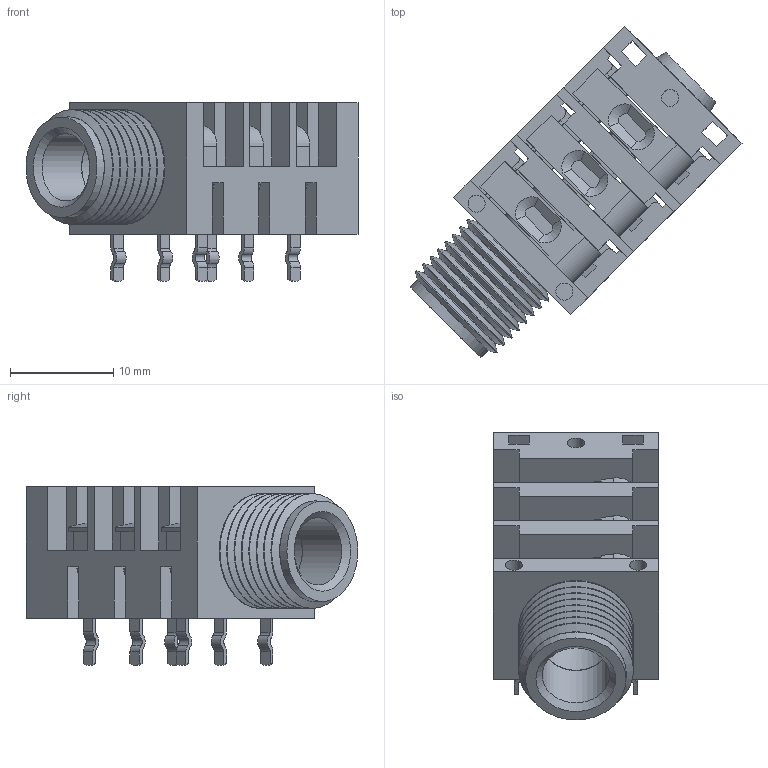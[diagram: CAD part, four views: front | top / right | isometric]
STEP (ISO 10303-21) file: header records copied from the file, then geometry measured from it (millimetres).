
FILE_DESCRIPTION(/* description */ (''),/* implementation_level */ '2;1');
FILE_NAME(/* name */ 'J4.step',/* time_stamp */ '2022-02-02T20:50:23-05:00',/* author */ (''),/* organization */ (''),/* preprocessor_version */ 'ST-DEVELOPER v18.1',/* originating_system */ 'Autodesk Translation Framework v10.9.0.1377',/* authorisation */ '');
FILE_SCHEMA (('AUTOMOTIVE_DESIGN { 1 0 10303 214 3 1 1 }'));
Length unit declared in the file: millimetre
Products named in the file (10): J4; eli; ACJS-MHDR_MODEL_2; ACJS-MHDR_MODEL_3; ACJS-MHDR_MODEL_4; ACJS-MHDR_MODEL_5; ACJS-MHDR_MODEL_6; ACJS-MHDR_MODEL_7; ACJS-MHDR_MODEL_8; ACJS-MHDR_MODEL_9
Assembly tree (9 placements, depth 3):
  J4
    eli
      ACJS-MHDR_MODEL_2
      ACJS-MHDR_MODEL_3
      ACJS-MHDR_MODEL_4
      ACJS-MHDR_MODEL_5
      ACJS-MHDR_MODEL_6
      ACJS-MHDR_MODEL_7
      ACJS-MHDR_MODEL_8
      ACJS-MHDR_MODEL_9
Bounding box: 32.08 x 32.06 x 17.23 mm (x, y, z)
Volume: 2857.6 mm3; surface area: 5142.7 mm2
Topology: 8 solids, 8 shells, 555 faces, 1521 edges, 987 vertices
Faces by surface type: plane 428, cylinder 92, cone 31, bspline 4
Full cylindrical faces by diameter (mm): 1.65 x6, 6.5 x2, 7.1 x2, 7.7 x4, 9.7 x9, 11.1 x8
Entity records: 17803 total; most frequent: CARTESIAN_POINT 3202, ORIENTED_EDGE 3042, DIRECTION 2862, EDGE_CURVE 1521, LINE 1268, VECTOR 1268, VERTEX_POINT 987, AXIS2_PLACEMENT_3D 797
